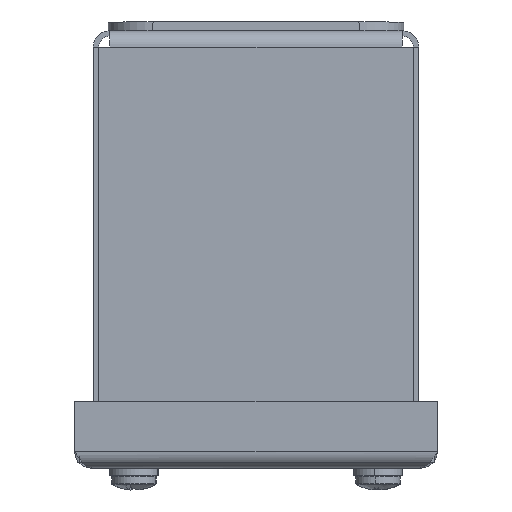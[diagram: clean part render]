
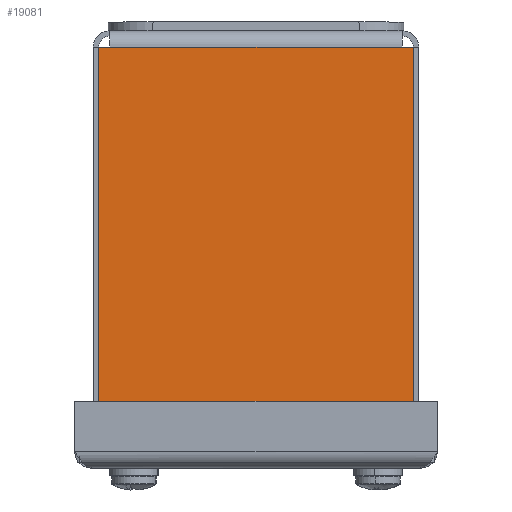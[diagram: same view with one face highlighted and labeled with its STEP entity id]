
A CAD part, front view. The second image highlights one B-rep face of the part: STEP entity #19081.
In plain terms, the highlighted planar face has unit normal (0, -1, 0).
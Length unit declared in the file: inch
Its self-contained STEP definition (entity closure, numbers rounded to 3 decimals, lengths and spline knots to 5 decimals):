
#298 = VECTOR ( 'NONE', #40729, 39.37008 ) ;
#1137 = CARTESIAN_POINT ( 'NONE',  ( 3.22145, 0.15, 1.7497 ) ) ;
#1458 = LINE ( 'NONE', #16697, #49052 ) ;
#2309 = EDGE_CURVE ( 'NONE', #27128, #45048, #49489, .T. ) ;
#2795 = DIRECTION ( 'NONE',  ( 0., 0., 1. ) ) ;
#2943 = LINE ( 'NONE', #41554, #22611 ) ;
#3111 = LINE ( 'NONE', #15078, #23734 ) ;
#3509 = VECTOR ( 'NONE', #9019, 39.37008 ) ;
#4049 = EDGE_CURVE ( 'NONE', #49309, #45048, #8881, .T. ) ;
#4789 = EDGE_CURVE ( 'NONE', #15841, #17859, #1458, .T. ) ;
#6432 = LINE ( 'NONE', #17932, #13434 ) ;
#6964 = EDGE_CURVE ( 'NONE', #16572, #14986, #16590, .T. ) ;
#8041 = ORIENTED_EDGE ( 'NONE', *, *, #21760, .T. ) ;
#8044 = DIRECTION ( 'NONE',  ( 0., 0., -1. ) ) ;
#8076 = CARTESIAN_POINT ( 'NONE',  ( 4.14429, 0.15, 1.687 ) ) ;
#8367 = CARTESIAN_POINT ( 'NONE',  ( 2.40875, 0.15, 1.7497 ) ) ;
#8881 = LINE ( 'NONE', #1137, #20436 ) ;
#9019 = DIRECTION ( 'NONE',  ( 0., 0., 1. ) ) ;
#9534 = LINE ( 'NONE', #14019, #40053 ) ;
#9921 = DIRECTION ( 'NONE',  ( 1., 0., 0. ) ) ;
#10587 = CARTESIAN_POINT ( 'NONE',  ( 2.40875, 0.15, 1.7495 ) ) ;
#10844 = CARTESIAN_POINT ( 'NONE',  ( 3.22145, 0.15, 1.687 ) ) ;
#11162 = DIRECTION ( 'NONE',  ( 0., 0., -1. ) ) ;
#11248 = CARTESIAN_POINT ( 'NONE',  ( 3.22125, 0.15, 1.687 ) ) ;
#11408 = ORIENTED_EDGE ( 'NONE', *, *, #38841, .T. ) ;
#11506 = CARTESIAN_POINT ( 'NONE',  ( 3.22125, 0.15, 1.7495 ) ) ;
#11527 = CARTESIAN_POINT ( 'NONE',  ( 4.14429, 0.15, 5.00325 ) ) ;
#12360 = CARTESIAN_POINT ( 'NONE',  ( 4.14429, 0.15, 1.687 ) ) ;
#12880 = VERTEX_POINT ( 'NONE', #11506 ) ;
#13434 = VECTOR ( 'NONE', #31329, 39.37008 ) ;
#13970 = ORIENTED_EDGE ( 'NONE', *, *, #6964, .F. ) ;
#14019 = CARTESIAN_POINT ( 'NONE',  ( 2.815, 0.15, 1.7495 ) ) ;
#14022 = FACE_OUTER_BOUND ( 'NONE', #32994, .T. ) ;
#14290 = CARTESIAN_POINT ( 'NONE',  ( 1.57875, 0.15, 5.00325 ) ) ;
#14986 = VERTEX_POINT ( 'NONE', #14290 ) ;
#15020 = DIRECTION ( 'NONE',  ( 0., 1., 0. ) ) ;
#15078 = CARTESIAN_POINT ( 'NONE',  ( 4.05125, 0.15, 5.00325 ) ) ;
#15449 = VECTOR ( 'NONE', #35921, 39.37008 ) ;
#15841 = VERTEX_POINT ( 'NONE', #26383 ) ;
#16083 = VECTOR ( 'NONE', #9921, 39.37008 ) ;
#16102 = ORIENTED_EDGE ( 'NONE', *, *, #28257, .T. ) ;
#16572 = VERTEX_POINT ( 'NONE', #20220 ) ;
#16590 = LINE ( 'NONE', #17095, #15449 ) ;
#16697 = CARTESIAN_POINT ( 'NONE',  ( 4.14429, 0.15, 1.687 ) ) ;
#16751 = CARTESIAN_POINT ( 'NONE',  ( 2.40855, 0.15, 1.687 ) ) ;
#17087 = EDGE_CURVE ( 'NONE', #38304, #27128, #34363, .T. ) ;
#17095 = CARTESIAN_POINT ( 'NONE',  ( 1.48571, 0.15, 5.00325 ) ) ;
#17859 = VERTEX_POINT ( 'NONE', #36960 ) ;
#17932 = CARTESIAN_POINT ( 'NONE',  ( 2.40855, 0.15, 1.7497 ) ) ;
#17944 = LINE ( 'NONE', #18185, #16083 ) ;
#18185 = CARTESIAN_POINT ( 'NONE',  ( 4.05125, 0.15, 5.00325 ) ) ;
#19081 = ADVANCED_FACE ( 'NONE', ( #14022 ), #48670, .F. ) ;
#20220 = CARTESIAN_POINT ( 'NONE',  ( 1.48571, 0.15, 5.00325 ) ) ;
#20436 = VECTOR ( 'NONE', #39741, 39.37008 ) ;
#21760 = EDGE_CURVE ( 'NONE', #15841, #32398, #24022, .T. ) ;
#22157 = CARTESIAN_POINT ( 'NONE',  ( 4.14429, 0.15, 5.00325 ) ) ;
#22523 = LINE ( 'NONE', #11248, #33251 ) ;
#22611 = VECTOR ( 'NONE', #11162, 39.37008 ) ;
#23734 = VECTOR ( 'NONE', #29659, 39.37008 ) ;
#24022 = LINE ( 'NONE', #16751, #3509 ) ;
#24698 = CARTESIAN_POINT ( 'NONE',  ( 4.05125, 0.15, 5.00325 ) ) ;
#25376 = CARTESIAN_POINT ( 'NONE',  ( 1.48571, 0.15, 1.687 ) ) ;
#25623 = EDGE_CURVE ( 'NONE', #45767, #38304, #3111, .T. ) ;
#25806 = DIRECTION ( 'NONE',  ( 1., 0., 0. ) ) ;
#26383 = CARTESIAN_POINT ( 'NONE',  ( 2.40855, 0.15, 1.687 ) ) ;
#27096 = VERTEX_POINT ( 'NONE', #10587 ) ;
#27128 = VERTEX_POINT ( 'NONE', #8076 ) ;
#28085 = EDGE_CURVE ( 'NONE', #12880, #27096, #9534, .T. ) ;
#28257 = EDGE_CURVE ( 'NONE', #31253, #49309, #38110, .T. ) ;
#28579 = VECTOR ( 'NONE', #8044, 39.37008 ) ;
#29041 = VECTOR ( 'NONE', #42751, 39.37008 ) ;
#29659 = DIRECTION ( 'NONE',  ( 1., 0., 0. ) ) ;
#30111 = CARTESIAN_POINT ( 'NONE',  ( 2.815, 0.15, 3.42835 ) ) ;
#30170 = LINE ( 'NONE', #25376, #298 ) ;
#31253 = VERTEX_POINT ( 'NONE', #49480 ) ;
#31329 = DIRECTION ( 'NONE',  ( 1., 0., 0. ) ) ;
#31682 = ORIENTED_EDGE ( 'NONE', *, *, #2309, .F. ) ;
#32046 = DIRECTION ( 'NONE',  ( -1., 0., 0. ) ) ;
#32398 = VERTEX_POINT ( 'NONE', #46380 ) ;
#32490 = ORIENTED_EDGE ( 'NONE', *, *, #49287, .T. ) ;
#32701 = ORIENTED_EDGE ( 'NONE', *, *, #28085, .F. ) ;
#32994 = EDGE_LOOP ( 'NONE', ( #32490, #45038, #32701, #11408, #16102, #37463, #31682, #45995, #45728, #33173, #13970, #39626, #39113, #8041 ) ) ;
#33173 = ORIENTED_EDGE ( 'NONE', *, *, #34963, .F. ) ;
#33251 = VECTOR ( 'NONE', #2795, 39.37008 ) ;
#34363 = LINE ( 'NONE', #11527, #28579 ) ;
#34488 = AXIS2_PLACEMENT_3D ( 'NONE', #30111, #15020, #41658 ) ;
#34963 = EDGE_CURVE ( 'NONE', #14986, #45767, #17944, .T. ) ;
#35074 = CARTESIAN_POINT ( 'NONE',  ( 3.22145, 0.15, 1.7497 ) ) ;
#35921 = DIRECTION ( 'NONE',  ( 1., 0., 0. ) ) ;
#36640 = DIRECTION ( 'NONE',  ( -1., 0., 0. ) ) ;
#36960 = CARTESIAN_POINT ( 'NONE',  ( 1.48571, 0.15, 1.687 ) ) ;
#37463 = ORIENTED_EDGE ( 'NONE', *, *, #4049, .T. ) ;
#38110 = LINE ( 'NONE', #48667, #42444 ) ;
#38304 = VERTEX_POINT ( 'NONE', #22157 ) ;
#38841 = EDGE_CURVE ( 'NONE', #12880, #31253, #22523, .T. ) ;
#39113 = ORIENTED_EDGE ( 'NONE', *, *, #4789, .F. ) ;
#39626 = ORIENTED_EDGE ( 'NONE', *, *, #45053, .F. ) ;
#39741 = DIRECTION ( 'NONE',  ( 0., 0., -1. ) ) ;
#40053 = VECTOR ( 'NONE', #36640, 39.37008 ) ;
#40729 = DIRECTION ( 'NONE',  ( 0., 0., 1. ) ) ;
#41554 = CARTESIAN_POINT ( 'NONE',  ( 2.40875, 0.15, 1.7497 ) ) ;
#41658 = DIRECTION ( 'NONE',  ( 0., 0., -1. ) ) ;
#42444 = VECTOR ( 'NONE', #25806, 39.37008 ) ;
#42751 = DIRECTION ( 'NONE',  ( -1., 0., 0. ) ) ;
#43529 = EDGE_CURVE ( 'NONE', #47622, #27096, #2943, .T. ) ;
#45038 = ORIENTED_EDGE ( 'NONE', *, *, #43529, .T. ) ;
#45048 = VERTEX_POINT ( 'NONE', #10844 ) ;
#45053 = EDGE_CURVE ( 'NONE', #17859, #16572, #30170, .T. ) ;
#45728 = ORIENTED_EDGE ( 'NONE', *, *, #25623, .F. ) ;
#45767 = VERTEX_POINT ( 'NONE', #24698 ) ;
#45995 = ORIENTED_EDGE ( 'NONE', *, *, #17087, .F. ) ;
#46380 = CARTESIAN_POINT ( 'NONE',  ( 2.40855, 0.15, 1.7497 ) ) ;
#47622 = VERTEX_POINT ( 'NONE', #8367 ) ;
#48667 = CARTESIAN_POINT ( 'NONE',  ( 3.22125, 0.15, 1.7497 ) ) ;
#48670 = PLANE ( 'NONE',  #34488 ) ;
#49052 = VECTOR ( 'NONE', #32046, 39.37008 ) ;
#49287 = EDGE_CURVE ( 'NONE', #32398, #47622, #6432, .T. ) ;
#49309 = VERTEX_POINT ( 'NONE', #35074 ) ;
#49480 = CARTESIAN_POINT ( 'NONE',  ( 3.22125, 0.15, 1.7497 ) ) ;
#49489 = LINE ( 'NONE', #12360, #29041 ) ;
